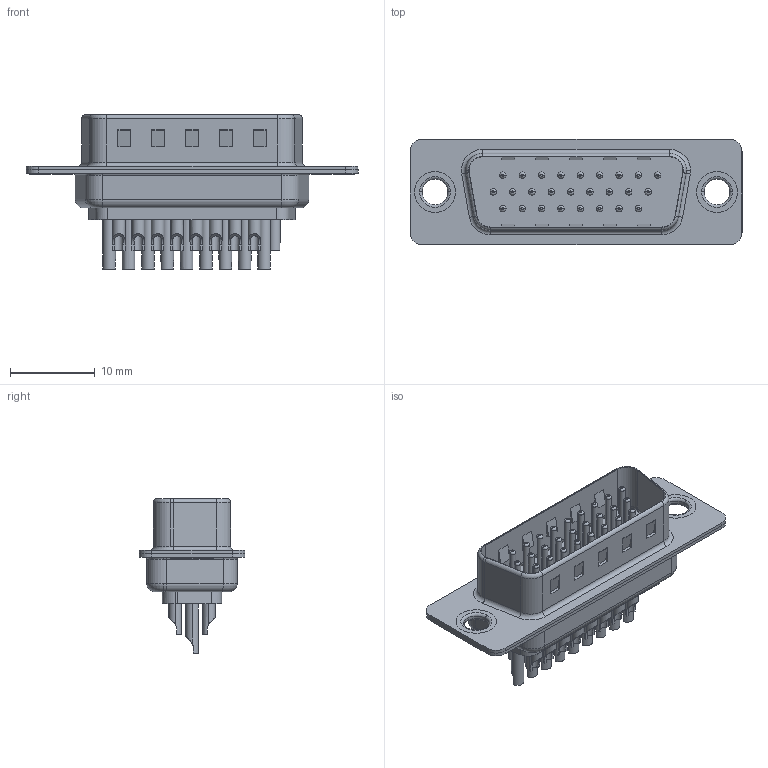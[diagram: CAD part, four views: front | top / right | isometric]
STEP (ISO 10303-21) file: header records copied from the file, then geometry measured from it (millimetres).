
FILE_DESCRIPTION (( 'STEP AP203' ), '1' );
FILE_NAME ('637-M26-332-BT1.STEP', '2018-11-19T23:55:11', ( '' ), ( '' ), 'SwSTEP 2.0', 'SolidWorks 2016', '' );
FILE_SCHEMA (( 'CONFIG_CONTROL_DESIGN' ));
Length unit declared in the file: millimetre
Products named in the file (8): 637M Contact Row 1_32; 637M Contact Row 2_32; 637M Contact Row 3_32; 637M Thru Hole Rivet; 637-M26-332-BT1; 637M Housing_26 Contacts; 637M Shell Front_26 Contacts; 637M Shell Rear_26 Contacts
Assembly tree (31 placements, depth 2):
  637-M26-332-BT1
    637M Housing_26 Contacts
    637M Shell Front_26 Contacts
    637M Shell Rear_26 Contacts
    637M Contact Row 1_32  x9
    637M Contact Row 2_32  x9
    637M Contact Row 3_32  x8
    637M Thru Hole Rivet  x2
Bounding box: 39.2 x 12.5 x 18.25 mm (x, y, z)
Volume: 1917.6 mm3; surface area: 5927.8 mm2
Topology: 31 solids, 31 shells, 1276 faces, 2959 edges, 1808 vertices
Faces by surface type: cylinder 533, plane 373, torus 318, cone 52
Entity records: 18983 total; most frequent: DIRECTION 3295, CARTESIAN_POINT 3078, ORIENTED_EDGE 2790, EDGE_CURVE 1395, AXIS2_PLACEMENT_3D 1322, VERTEX_POINT 887, EDGE_LOOP 742, CIRCLE 699
